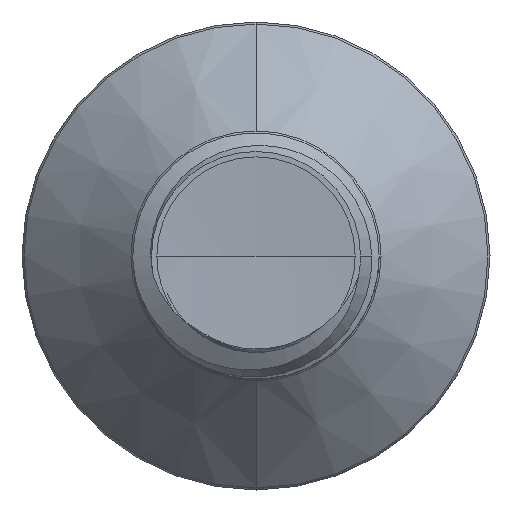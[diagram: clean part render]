
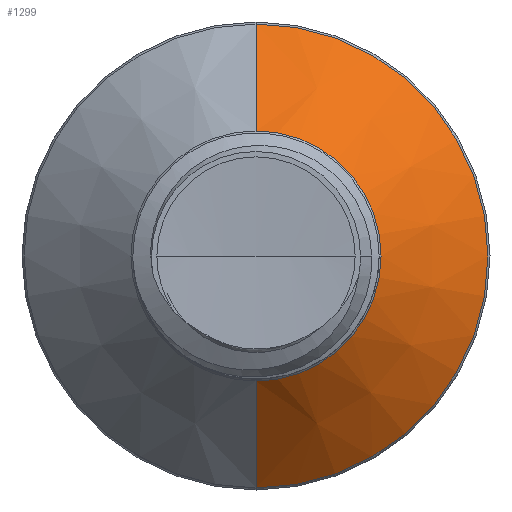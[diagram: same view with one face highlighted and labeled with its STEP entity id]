
A CAD part, front view. The second image highlights one B-rep face of the part: STEP entity #1299.
In plain terms, the highlighted conical face has half-angle 45 degrees and reference radius 1.016 mm.
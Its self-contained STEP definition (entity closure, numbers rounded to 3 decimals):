
#19 = DIRECTION ( 'NONE',  ( 0., 1., 0. ) ) ;
#95 = LINE ( 'NONE', #11832, #3161 ) ;
#187 = VERTEX_POINT ( 'NONE', #12330 ) ;
#506 = CONICAL_SURFACE ( 'NONE', #10553, 1.016, 0.785 ) ;
#1227 = FACE_OUTER_BOUND ( 'NONE', #10331, .T. ) ;
#1299 = ADVANCED_FACE ( 'NONE', ( #1227 ), #506, .T. ) ;
#1833 = ORIENTED_EDGE ( 'NONE', *, *, #14022, .F. ) ;
#2913 = VERTEX_POINT ( 'NONE', #7047 ) ;
#3161 = VECTOR ( 'NONE', #3656, 1000. ) ;
#3645 = CIRCLE ( 'NONE', #8934, 1.883 ) ;
#3656 = DIRECTION ( 'NONE',  ( 0., 0.707, -0.707 ) ) ;
#4380 = CARTESIAN_POINT ( 'NONE',  ( 0., 2.546, 0. ) ) ;
#4532 = ORIENTED_EDGE ( 'NONE', *, *, #12738, .F. ) ;
#6330 = CARTESIAN_POINT ( 'NONE',  ( 0., 2.546, -1.016 ) ) ;
#6632 = CARTESIAN_POINT ( 'NONE',  ( 0., 2.546, 0. ) ) ;
#6917 = CARTESIAN_POINT ( 'NONE',  ( 0., 3.414, 0. ) ) ;
#7047 = CARTESIAN_POINT ( 'NONE',  ( 0., 3.414, -1.883 ) ) ;
#7234 = ORIENTED_EDGE ( 'NONE', *, *, #10462, .T. ) ;
#7405 = CARTESIAN_POINT ( 'NONE',  ( 0., 2.546, 1.016 ) ) ;
#7806 = DIRECTION ( 'NONE',  ( 0., 0., 1. ) ) ;
#7847 = LINE ( 'NONE', #7405, #13719 ) ;
#8096 = DIRECTION ( 'NONE',  ( 0., 0., 1. ) ) ;
#8561 = VERTEX_POINT ( 'NONE', #6330 ) ;
#8934 = AXIS2_PLACEMENT_3D ( 'NONE', #6917, #19, #8096 ) ;
#9792 = VERTEX_POINT ( 'NONE', #11078 ) ;
#9966 = EDGE_CURVE ( 'NONE', #9792, #8561, #14857, .T. ) ;
#10194 = DIRECTION ( 'NONE',  ( 0., 0., 1. ) ) ;
#10331 = EDGE_LOOP ( 'NONE', ( #13122, #7234, #4532, #1833 ) ) ;
#10462 = EDGE_CURVE ( 'NONE', #8561, #2913, #95, .T. ) ;
#10553 = AXIS2_PLACEMENT_3D ( 'NONE', #4380, #12451, #10194 ) ;
#10705 = AXIS2_PLACEMENT_3D ( 'NONE', #6632, #14853, #7806 ) ;
#11078 = CARTESIAN_POINT ( 'NONE',  ( 0., 2.546, 1.016 ) ) ;
#11832 = CARTESIAN_POINT ( 'NONE',  ( 0., 2.546, -1.016 ) ) ;
#12330 = CARTESIAN_POINT ( 'NONE',  ( 0., 3.414, 1.883 ) ) ;
#12451 = DIRECTION ( 'NONE',  ( 0., 1., 0. ) ) ;
#12738 = EDGE_CURVE ( 'NONE', #187, #2913, #3645, .T. ) ;
#13122 = ORIENTED_EDGE ( 'NONE', *, *, #9966, .T. ) ;
#13719 = VECTOR ( 'NONE', #14445, 1000. ) ;
#14022 = EDGE_CURVE ( 'NONE', #9792, #187, #7847, .T. ) ;
#14445 = DIRECTION ( 'NONE',  ( 0., 0.707, 0.707 ) ) ;
#14853 = DIRECTION ( 'NONE',  ( 0., 1., 0. ) ) ;
#14857 = CIRCLE ( 'NONE', #10705, 1.016 ) ;
